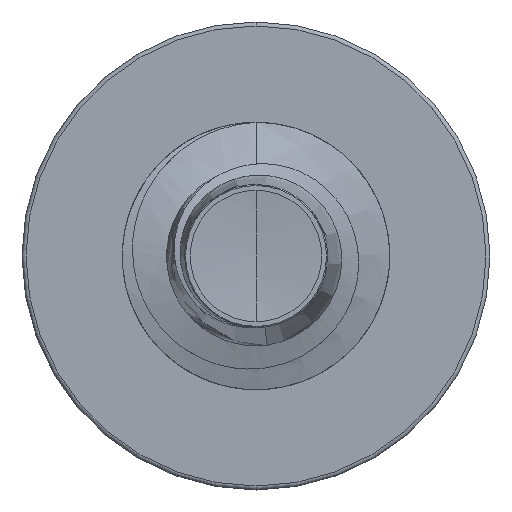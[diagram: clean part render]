
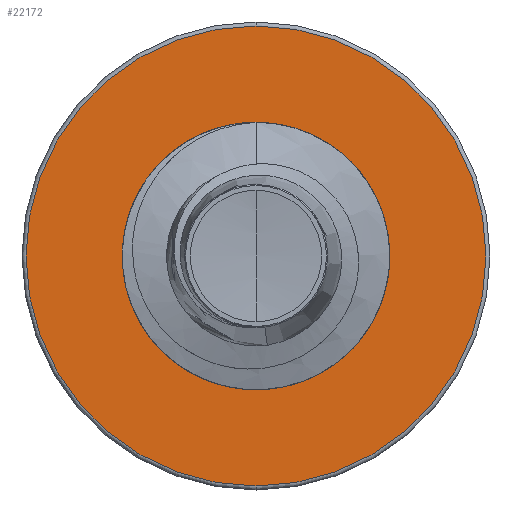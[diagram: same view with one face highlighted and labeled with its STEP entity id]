
A CAD part, front view. The second image highlights one B-rep face of the part: STEP entity #22172.
In plain terms, the highlighted planar face has unit normal (0, -1, 0).
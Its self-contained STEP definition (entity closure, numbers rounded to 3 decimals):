
#685 = DIRECTION ( 'NONE',  ( 0., 1., 0. ) ) ;
#694 = CARTESIAN_POINT ( 'NONE',  ( 0., 25., 2.842 ) ) ;
#2096 = AXIS2_PLACEMENT_3D ( 'NONE', #18472, #18434, #18406 ) ;
#4464 = ORIENTED_EDGE ( 'NONE', *, *, #27815, .F. ) ;
#5059 = CIRCLE ( 'NONE', #2096, 2.842 ) ;
#5310 = AXIS2_PLACEMENT_3D ( 'NONE', #12438, #12137, #11677 ) ;
#5702 = CARTESIAN_POINT ( 'NONE',  ( 0., 25., -2.842 ) ) ;
#5773 = EDGE_LOOP ( 'NONE', ( #27472, #11669 ) ) ;
#7581 = CARTESIAN_POINT ( 'NONE',  ( 0., 25., -2.842 ) ) ;
#7699 = CARTESIAN_POINT ( 'NONE',  ( 0., 25., 0. ) ) ;
#7900 = EDGE_LOOP ( 'NONE', ( #4464, #22524 ) ) ;
#8234 = EDGE_CURVE ( 'NONE', #18664, #16567, #22714, .T. ) ;
#8905 = FACE_OUTER_BOUND ( 'NONE', #7900, .T. ) ;
#10092 = DIRECTION ( 'NONE',  ( 0., 0., 1. ) ) ;
#11669 = ORIENTED_EDGE ( 'NONE', *, *, #14906, .T. ) ;
#11677 = DIRECTION ( 'NONE',  ( 0., 0., 1. ) ) ;
#12137 = DIRECTION ( 'NONE',  ( 0., 1., 0. ) ) ;
#12438 = CARTESIAN_POINT ( 'NONE',  ( 0., 25., 0. ) ) ;
#12762 = VERTEX_POINT ( 'NONE', #13691 ) ;
#12996 = EDGE_CURVE ( 'NONE', #14440, #12762, #21408, .T. ) ;
#13691 = CARTESIAN_POINT ( 'NONE',  ( 0., 25., 5.16 ) ) ;
#14440 = VERTEX_POINT ( 'NONE', #19876 ) ;
#14906 = EDGE_CURVE ( 'NONE', #16567, #18664, #5059, .T. ) ;
#15150 = PLANE ( 'NONE',  #15753 ) ;
#15753 = AXIS2_PLACEMENT_3D ( 'NONE', #5702, #685, #17348 ) ;
#16567 = VERTEX_POINT ( 'NONE', #7581 ) ;
#17348 = DIRECTION ( 'NONE',  ( 0., 0., 1. ) ) ;
#18406 = DIRECTION ( 'NONE',  ( 0., 0., 1. ) ) ;
#18434 = DIRECTION ( 'NONE',  ( 0., 1., 0. ) ) ;
#18472 = CARTESIAN_POINT ( 'NONE',  ( 0., 25., 0. ) ) ;
#18664 = VERTEX_POINT ( 'NONE', #694 ) ;
#19876 = CARTESIAN_POINT ( 'NONE',  ( 0., 25., -5.16 ) ) ;
#21408 = CIRCLE ( 'NONE', #24485, 5.16 ) ;
#22172 = ADVANCED_FACE ( 'NONE', ( #8905, #25447 ), #15150, .F. ) ;
#22524 = ORIENTED_EDGE ( 'NONE', *, *, #12996, .F. ) ;
#22714 = CIRCLE ( 'NONE', #5310, 2.842 ) ;
#23177 = DIRECTION ( 'NONE',  ( 0., 1., 0. ) ) ;
#23921 = AXIS2_PLACEMENT_3D ( 'NONE', #7699, #23177, #10092 ) ;
#24234 = CIRCLE ( 'NONE', #23921, 5.16 ) ;
#24485 = AXIS2_PLACEMENT_3D ( 'NONE', #26454, #26429, #26399 ) ;
#25447 = FACE_BOUND ( 'NONE', #5773, .T. ) ;
#26399 = DIRECTION ( 'NONE',  ( 0., 0., 1. ) ) ;
#26429 = DIRECTION ( 'NONE',  ( 0., 1., 0. ) ) ;
#26454 = CARTESIAN_POINT ( 'NONE',  ( 0., 25., 0. ) ) ;
#27472 = ORIENTED_EDGE ( 'NONE', *, *, #8234, .T. ) ;
#27815 = EDGE_CURVE ( 'NONE', #12762, #14440, #24234, .T. ) ;
